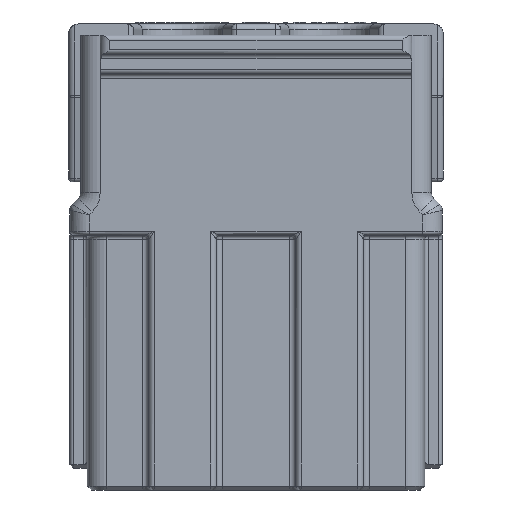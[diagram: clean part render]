
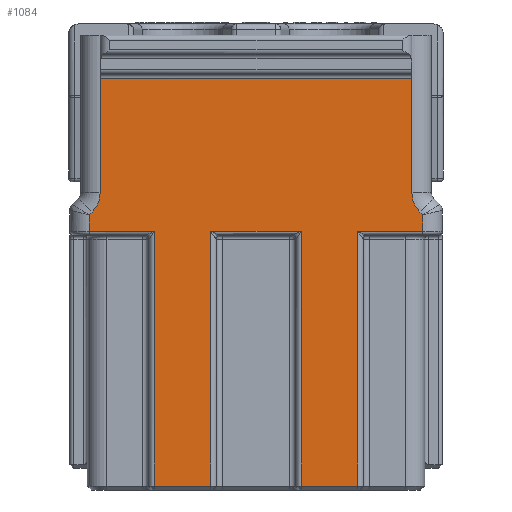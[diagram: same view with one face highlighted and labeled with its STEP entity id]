
A CAD part, front view. The second image highlights one B-rep face of the part: STEP entity #1084.
In plain terms, the highlighted planar face has unit normal (0, -1, 0).
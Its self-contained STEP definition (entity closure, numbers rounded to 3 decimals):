
#1084=ADVANCED_FACE('',(#2920),#2264,.F.);
#2264=PLANE('',#21228);
#2920=FACE_OUTER_BOUND('',#4089,.T.);
#4089=EDGE_LOOP('',(#6293,#6294,#6295,#6296,#6297,#6298,#6299,#6300,#6301,
#6302,#6303,#6304,#6305,#6306,#6307,#6308,#6309,#6310));
#5325=CIRCLE('',#21226,1.4);
#5326=CIRCLE('',#21227,1.4);
#6293=ORIENTED_EDGE('',*,*,#14133,.T.);
#6294=ORIENTED_EDGE('',*,*,#14134,.T.);
#6295=ORIENTED_EDGE('',*,*,#14135,.T.);
#6296=ORIENTED_EDGE('',*,*,#14136,.T.);
#6297=ORIENTED_EDGE('',*,*,#14137,.T.);
#6298=ORIENTED_EDGE('',*,*,#14138,.T.);
#6299=ORIENTED_EDGE('',*,*,#14139,.T.);
#6300=ORIENTED_EDGE('',*,*,#14140,.T.);
#6301=ORIENTED_EDGE('',*,*,#14141,.T.);
#6302=ORIENTED_EDGE('',*,*,#14142,.T.);
#6303=ORIENTED_EDGE('',*,*,#14143,.T.);
#6304=ORIENTED_EDGE('',*,*,#14144,.T.);
#6305=ORIENTED_EDGE('',*,*,#14145,.T.);
#6306=ORIENTED_EDGE('',*,*,#14146,.T.);
#6307=ORIENTED_EDGE('',*,*,#14147,.T.);
#6308=ORIENTED_EDGE('',*,*,#14148,.T.);
#6309=ORIENTED_EDGE('',*,*,#14149,.T.);
#6310=ORIENTED_EDGE('',*,*,#14150,.T.);
#12205=VERTEX_POINT('',#28955);
#12206=VERTEX_POINT('',#28956);
#12207=VERTEX_POINT('',#28958);
#12208=VERTEX_POINT('',#28960);
#12209=VERTEX_POINT('',#28962);
#12210=VERTEX_POINT('',#28964);
#12211=VERTEX_POINT('',#28966);
#12212=VERTEX_POINT('',#28968);
#12213=VERTEX_POINT('',#28970);
#12214=VERTEX_POINT('',#28972);
#12215=VERTEX_POINT('',#28974);
#12216=VERTEX_POINT('',#28976);
#12217=VERTEX_POINT('',#28978);
#12218=VERTEX_POINT('',#28980);
#12219=VERTEX_POINT('',#28982);
#12220=VERTEX_POINT('',#28984);
#12221=VERTEX_POINT('',#28986);
#12222=VERTEX_POINT('',#28988);
#14133=EDGE_CURVE('',#12205,#12206,#17089,.T.);
#14134=EDGE_CURVE('',#12206,#12207,#5325,.T.);
#14135=EDGE_CURVE('',#12207,#12208,#17090,.T.);
#14136=EDGE_CURVE('',#12208,#12209,#17091,.T.);
#14137=EDGE_CURVE('',#12209,#12210,#17092,.T.);
#14138=EDGE_CURVE('',#12210,#12211,#17093,.T.);
#14139=EDGE_CURVE('',#12211,#12212,#17094,.T.);
#14140=EDGE_CURVE('',#12212,#12213,#17095,.T.);
#14141=EDGE_CURVE('',#12213,#12214,#17096,.T.);
#14142=EDGE_CURVE('',#12214,#12215,#17097,.T.);
#14143=EDGE_CURVE('',#12215,#12216,#17098,.T.);
#14144=EDGE_CURVE('',#12216,#12217,#17099,.T.);
#14145=EDGE_CURVE('',#12217,#12218,#17100,.T.);
#14146=EDGE_CURVE('',#12218,#12219,#17101,.T.);
#14147=EDGE_CURVE('',#12219,#12220,#17102,.T.);
#14148=EDGE_CURVE('',#12220,#12221,#5326,.T.);
#14149=EDGE_CURVE('',#12221,#12222,#17103,.T.);
#14150=EDGE_CURVE('',#12222,#12205,#17104,.T.);
#17089=LINE('',#28954,#19192);
#17090=LINE('',#28959,#19193);
#17091=LINE('',#28961,#19194);
#17092=LINE('',#28963,#19195);
#17093=LINE('',#28965,#19196);
#17094=LINE('',#28967,#19197);
#17095=LINE('',#28969,#19198);
#17096=LINE('',#28971,#19199);
#17097=LINE('',#28973,#19200);
#17098=LINE('',#28975,#19201);
#17099=LINE('',#28977,#19202);
#17100=LINE('',#28979,#19203);
#17101=LINE('',#28981,#19204);
#17102=LINE('',#28983,#19205);
#17103=LINE('',#28987,#19206);
#17104=LINE('',#28989,#19207);
#19192=VECTOR('',#23253,1.);
#19193=VECTOR('',#23256,1.);
#19194=VECTOR('',#23257,1.);
#19195=VECTOR('',#23258,1.);
#19196=VECTOR('',#23259,1.);
#19197=VECTOR('',#23260,1.);
#19198=VECTOR('',#23261,1.);
#19199=VECTOR('',#23262,1.);
#19200=VECTOR('',#23263,1.);
#19201=VECTOR('',#23264,1.);
#19202=VECTOR('',#23265,1.);
#19203=VECTOR('',#23266,1.);
#19204=VECTOR('',#23267,1.);
#19205=VECTOR('',#23268,1.);
#19206=VECTOR('',#23271,1.);
#19207=VECTOR('',#23272,1.);
#21226=AXIS2_PLACEMENT_3D('',#28957,#23254,#23255);
#21227=AXIS2_PLACEMENT_3D('',#28985,#23269,#23270);
#21228=AXIS2_PLACEMENT_3D('',#28990,#23273,#23274);
#23253=DIRECTION('',(0.,0.,-1.));
#23254=DIRECTION('',(0.,1.,0.));
#23255=DIRECTION('',(0.,0.,1.));
#23256=DIRECTION('',(-0.707,0.,-0.707));
#23257=DIRECTION('',(0.,0.,-1.));
#23258=DIRECTION('',(1.,0.,0.));
#23259=DIRECTION('',(0.,0.,-1.));
#23260=DIRECTION('',(1.,0.,0.));
#23261=DIRECTION('',(0.,0.,1.));
#23262=DIRECTION('',(1.,0.,0.));
#23263=DIRECTION('',(0.,0.,-1.));
#23264=DIRECTION('',(1.,0.,0.));
#23265=DIRECTION('',(0.,0.,1.));
#23266=DIRECTION('',(1.,0.,0.));
#23267=DIRECTION('',(0.,0.,1.));
#23268=DIRECTION('',(-0.707,0.,0.707));
#23269=DIRECTION('',(0.,1.,0.));
#23270=DIRECTION('',(0.,0.,1.));
#23271=DIRECTION('',(0.,0.,1.));
#23272=DIRECTION('',(-1.,0.,0.));
#23273=DIRECTION('',(0.,1.,0.));
#23274=DIRECTION('',(0.,0.,1.));
#28954=CARTESIAN_POINT('',(-4.2,-4.75,23.2));
#28955=CARTESIAN_POINT('',(-4.2,-4.75,20.992));
#28956=CARTESIAN_POINT('',(-4.2,-4.75,15.166));
#28957=CARTESIAN_POINT('',(-5.6,-4.75,15.166));
#28958=CARTESIAN_POINT('',(-4.61,-4.75,14.176));
#28959=CARTESIAN_POINT('',(-0.693,-4.75,18.093));
#28960=CARTESIAN_POINT('',(-4.75,-4.75,14.036));
#28961=CARTESIAN_POINT('',(-4.75,-4.75,23.2));
#28962=CARTESIAN_POINT('',(-4.75,-4.75,13.2));
#28963=CARTESIAN_POINT('',(-5.8,-4.75,13.2));
#28964=CARTESIAN_POINT('',(-1.43,-4.75,13.2));
#28965=CARTESIAN_POINT('',(-1.43,-4.75,23.2));
#28966=CARTESIAN_POINT('',(-1.43,-4.75,0.2));
#28967=CARTESIAN_POINT('',(1.43,-4.75,0.2));
#28968=CARTESIAN_POINT('',(1.43,-4.75,0.2));
#28969=CARTESIAN_POINT('',(1.43,-4.75,23.2));
#28970=CARTESIAN_POINT('',(1.43,-4.75,13.2));
#28971=CARTESIAN_POINT('',(-5.8,-4.75,13.2));
#28972=CARTESIAN_POINT('',(6.07,-4.75,13.2));
#28973=CARTESIAN_POINT('',(6.07,-4.75,23.2));
#28974=CARTESIAN_POINT('',(6.07,-4.75,0.2));
#28975=CARTESIAN_POINT('',(6.07,-4.75,0.2));
#28976=CARTESIAN_POINT('',(8.93,-4.75,0.2));
#28977=CARTESIAN_POINT('',(8.93,-4.75,23.2));
#28978=CARTESIAN_POINT('',(8.93,-4.75,13.2));
#28979=CARTESIAN_POINT('',(13.3,-4.75,13.2));
#28980=CARTESIAN_POINT('',(12.25,-4.75,13.2));
#28981=CARTESIAN_POINT('',(12.25,-4.75,23.2));
#28982=CARTESIAN_POINT('',(12.25,-4.75,14.036));
#28983=CARTESIAN_POINT('',(-1.357,-4.75,27.643));
#28984=CARTESIAN_POINT('',(12.11,-4.75,14.176));
#28985=CARTESIAN_POINT('',(13.1,-4.75,15.166));
#28986=CARTESIAN_POINT('',(11.7,-4.75,15.166));
#28987=CARTESIAN_POINT('',(11.7,-4.75,23.2));
#28988=CARTESIAN_POINT('',(11.7,-4.75,20.992));
#28989=CARTESIAN_POINT('',(-5.8,-4.75,20.992));
#28990=CARTESIAN_POINT('',(-5.8,-4.75,23.2));
